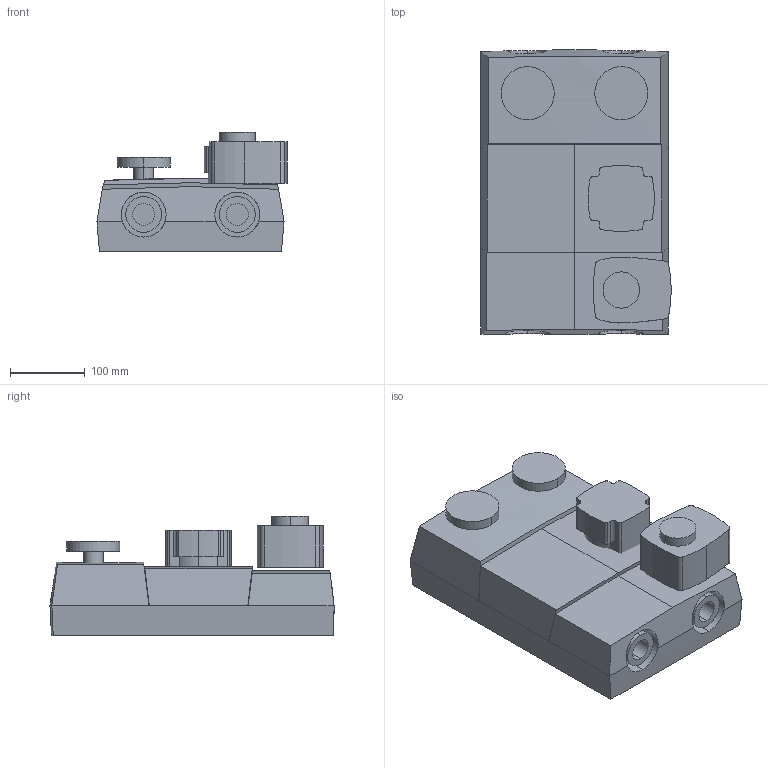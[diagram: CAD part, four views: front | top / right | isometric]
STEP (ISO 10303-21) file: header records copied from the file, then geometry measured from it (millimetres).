
FILE_DESCRIPTION (( 'STEP AP214' ), '1' );
FILE_NAME ('61042400, 61042800, 61044400, 61044800 GRA, GRC DN32 G.STEP', '2021-12-27T13:32:22', ( '' ), ( '' ), 'SwSTEP 2.0', 'SolidWorks 2021', '' );
FILE_SCHEMA (( 'AUTOMOTIVE_DESIGN' ));
Length unit declared in the file: millimetre
Products named in the file (1): 61042400, 61042800, 61044400, 61044800 GRA, GRC DN32 G
Bounding box: 254.1 x 379.43 x 159.75 mm (x, y, z)
Volume: 9118401.4 mm3; surface area: 506476.9 mm2
Topology: 7 solids, 7 shells, 176 faces, 455 edges, 300 vertices
Faces by surface type: cylinder 96, plane 70, bspline 8, torus 2
Entity records: 7260 total; most frequent: CARTESIAN_POINT 1928, ORIENTED_EDGE 910, DIRECTION 896, EDGE_CURVE 455, AXIS2_PLACEMENT_3D 334, VERTEX_POINT 300, LINE 228, VECTOR 228
